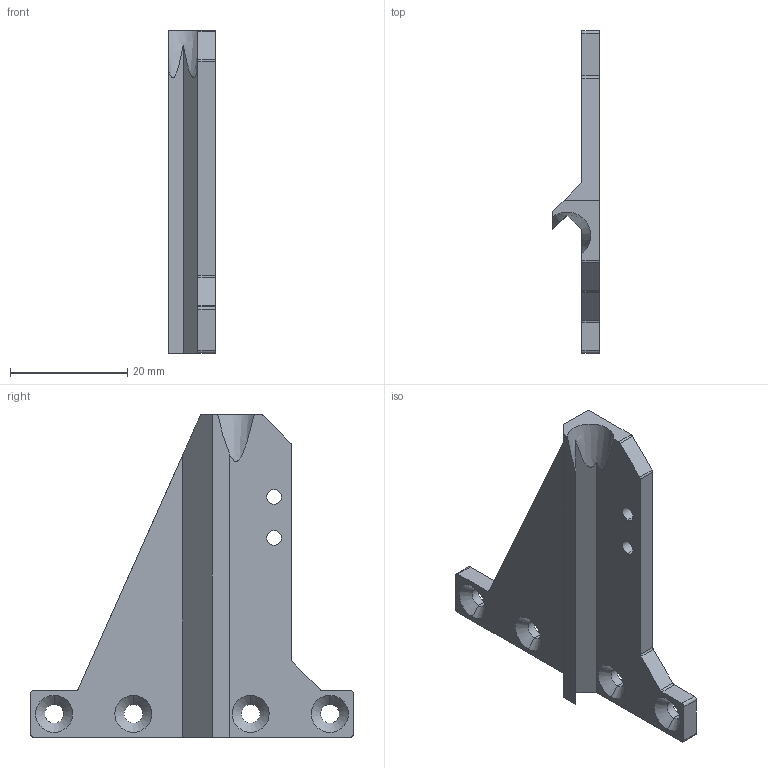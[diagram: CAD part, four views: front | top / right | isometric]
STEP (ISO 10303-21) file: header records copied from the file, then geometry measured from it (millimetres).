
FILE_DESCRIPTION (( 'STEP AP214' ), '1' );
FILE_NAME ('Hemera_Parking_Wing_Right.STEP', '2020-01-21T21:33:58', ( '' ), ( '' ), 'SwSTEP 2.0', 'SolidWorks 2016', '' );
FILE_SCHEMA (( 'AUTOMOTIVE_DESIGN' ));
Length unit declared in the file: millimetre
Products named in the file (1): Hemera_Parking_Wing_Right
Bounding box: 8 x 55 x 55 mm (x, y, z)
Volume: 5908 mm3; surface area: 4504 mm2
Topology: 1 solids, 1 shells, 47 faces, 127 edges, 82 vertices
Faces by surface type: cylinder 21, plane 17, cone 9
Entity records: 1620 total; most frequent: CARTESIAN_POINT 339, DIRECTION 270, ORIENTED_EDGE 254, EDGE_CURVE 127, AXIS2_PLACEMENT_3D 99, VERTEX_POINT 82, VECTOR 72, LINE 72
